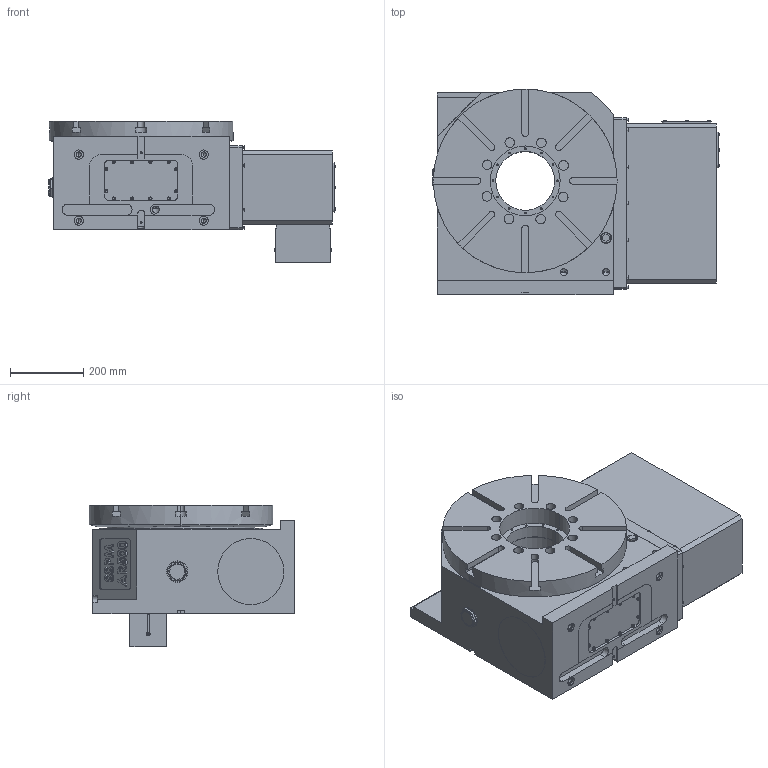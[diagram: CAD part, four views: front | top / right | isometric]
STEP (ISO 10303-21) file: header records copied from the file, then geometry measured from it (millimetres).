
FILE_DESCRIPTION (( 'STEP AP203' ), '1' );
FILE_NAME ('RD500.STEP', '2025-06-26T05:42:23', ( '' ), ( '' ), 'SwSTEP 2.0', 'SolidWorks 2018', '' );
FILE_SCHEMA (( 'CONFIG_CONTROL_DESIGN' ));
Length unit declared in the file: millimetre
Products named in the file (1): RD500
Bounding box: 778.5 x 560 x 384 mm (x, y, z)
Volume: 89946204.4 mm3; surface area: 2001653 mm2
Topology: 1 solids, 1 shells, 1663 faces, 4029 edges, 2574 vertices
Faces by surface type: plane 904, cylinder 510, cone 155, bspline 66, torus 28
Entity records: 51611 total; most frequent: CARTESIAN_POINT 12472, DIRECTION 8149, ORIENTED_EDGE 7842, EDGE_CURVE 3921, AXIS2_PLACEMENT_3D 2782, LINE 2585, VECTOR 2585, VERTEX_POINT 2574
